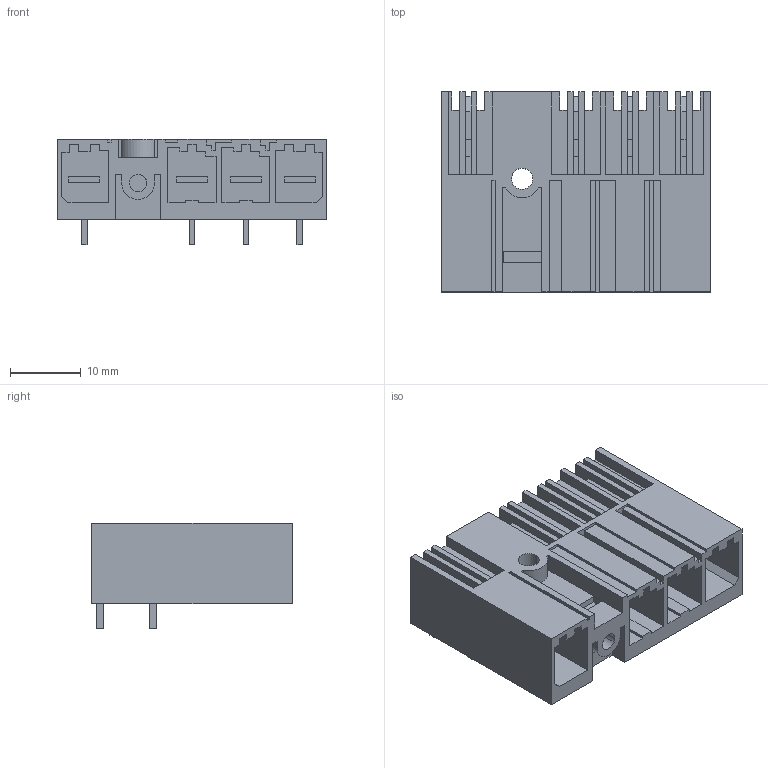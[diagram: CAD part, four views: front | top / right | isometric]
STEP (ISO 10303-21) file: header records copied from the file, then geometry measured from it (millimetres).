
FILE_DESCRIPTION(('CATIA V5 STEP Exchange','CAx-IF Rec.Pracs.--- Model Styling and Organization---1.4--- 2014-01-23'),'2;1');
FILE_NAME ('D1448537_1_1101000000_1101000000.stp','2021-04-30T13:42:28+00:00',('none'),('Weidmueller'),'CATIA Version 5-6 Release 2016 SP3 HF44','CATIA V5 STEP AP214','none');
FILE_SCHEMA(('AUTOMOTIVE_DESIGN { 1 0 10303 214 1 1 1 1 }'));
Length unit declared in the file: millimetre
Products named in the file (1): 1101000000
Bounding box: 38.1 x 28.3 x 14.9 mm (x, y, z)
Volume: 6850.8 mm3; surface area: 9264.3 mm2
Topology: 6 solids, 6 shells, 375 faces, 1082 edges, 724 vertices
Faces by surface type: plane 351, cylinder 24
Entity records: 11568 total; most frequent: ORIENTED_EDGE 2164, CARTESIAN_POINT 2092, DIRECTION 1601, EDGE_CURVE 1082, VECTOR 1028, LINE 1028, VERTEX_POINT 724, EDGE_LOOP 394
